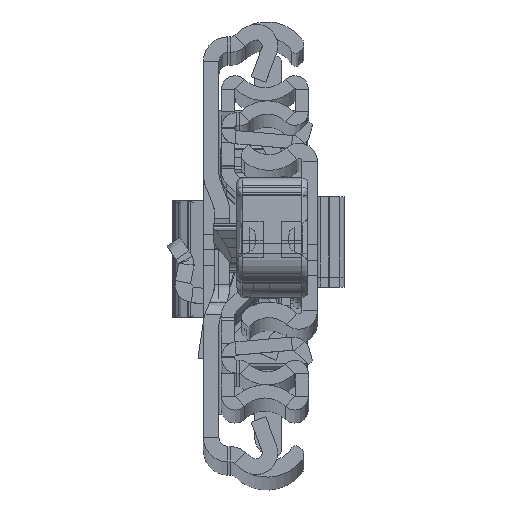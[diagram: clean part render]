
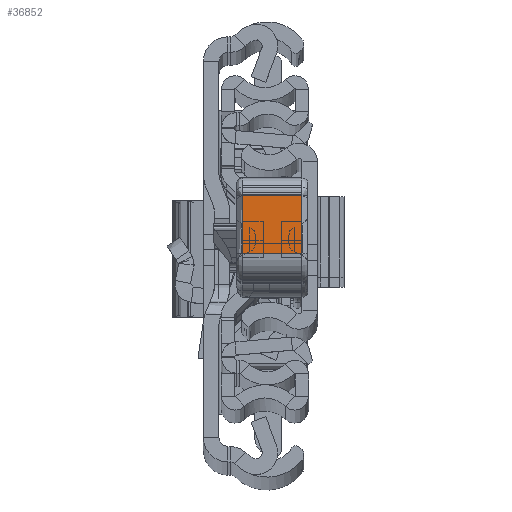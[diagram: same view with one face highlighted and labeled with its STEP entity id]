
A CAD part, top view. The second image highlights one B-rep face of the part: STEP entity #36852.
In plain terms, the highlighted face is planar.
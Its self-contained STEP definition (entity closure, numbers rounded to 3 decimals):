
#2688 = CARTESIAN_POINT ( 'NONE',  ( 39.55, -12.274, 0. ) ) ;
#4268 = EDGE_CURVE ( 'NONE', #24464, #33490, #5543, .T. ) ;
#5543 = LINE ( 'NONE', #17263, #17455 ) ;
#5893 = AXIS2_PLACEMENT_3D ( 'NONE', #10396, #33462, #7326 ) ;
#6365 = DIRECTION ( 'NONE',  ( 0., 0., 1. ) ) ;
#7326 = DIRECTION ( 'NONE',  ( -0.027, -1., 0. ) ) ;
#7522 = PLANE ( 'NONE',  #5893 ) ;
#8253 = DIRECTION ( 'NONE',  ( 0., 0., -1. ) ) ;
#8559 = DIRECTION ( 'NONE',  ( -0.027, -1., 0. ) ) ;
#9019 = CARTESIAN_POINT ( 'NONE',  ( 39.818, -2.465, -10. ) ) ;
#10396 = CARTESIAN_POINT ( 'NONE',  ( 39.55, -12.274, -11. ) ) ;
#10773 = ORIENTED_EDGE ( 'NONE', *, *, #22927, .F. ) ;
#11989 = LINE ( 'NONE', #17941, #13550 ) ;
#12962 = VECTOR ( 'NONE', #6365, 1000. ) ;
#13295 = FACE_OUTER_BOUND ( 'NONE', #33395, .T. ) ;
#13550 = VECTOR ( 'NONE', #8559, 1000. ) ;
#13665 = ORIENTED_EDGE ( 'NONE', *, *, #4268, .F. ) ;
#13992 = ORIENTED_EDGE ( 'NONE', *, *, #18006, .F. ) ;
#16578 = ORIENTED_EDGE ( 'NONE', *, *, #18391, .F. ) ;
#17263 = CARTESIAN_POINT ( 'NONE',  ( 39.818, -2.465, -11. ) ) ;
#17455 = VECTOR ( 'NONE', #8253, 1000. ) ;
#17941 = CARTESIAN_POINT ( 'NONE',  ( 39.55, -12.274, -10. ) ) ;
#18006 = EDGE_CURVE ( 'NONE', #33490, #28465, #11989, .T. ) ;
#18391 = EDGE_CURVE ( 'NONE', #28465, #22708, #26745, .T. ) ;
#21691 = CARTESIAN_POINT ( 'NONE',  ( 39.55, -12.274, 0. ) ) ;
#21711 = VECTOR ( 'NONE', #25741, 1000. ) ;
#22708 = VERTEX_POINT ( 'NONE', #21691 ) ;
#22927 = EDGE_CURVE ( 'NONE', #22708, #24464, #25560, .T. ) ;
#24464 = VERTEX_POINT ( 'NONE', #37573 ) ;
#25509 = CARTESIAN_POINT ( 'NONE',  ( 39.55, -12.274, -10. ) ) ;
#25560 = LINE ( 'NONE', #2688, #21711 ) ;
#25741 = DIRECTION ( 'NONE',  ( 0.027, 1., 0. ) ) ;
#26745 = LINE ( 'NONE', #33262, #12962 ) ;
#28465 = VERTEX_POINT ( 'NONE', #25509 ) ;
#33262 = CARTESIAN_POINT ( 'NONE',  ( 39.55, -12.274, -11. ) ) ;
#33395 = EDGE_LOOP ( 'NONE', ( #16578, #13992, #13665, #10773 ) ) ;
#33462 = DIRECTION ( 'NONE',  ( -1., 0.027, 0. ) ) ;
#33490 = VERTEX_POINT ( 'NONE', #9019 ) ;
#36852 = ADVANCED_FACE ( 'NONE', ( #13295 ), #7522, .F. ) ;
#37573 = CARTESIAN_POINT ( 'NONE',  ( 39.818, -2.465, 0. ) ) ;
